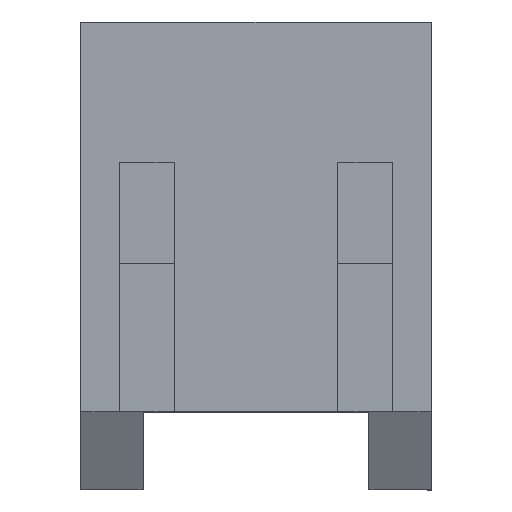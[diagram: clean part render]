
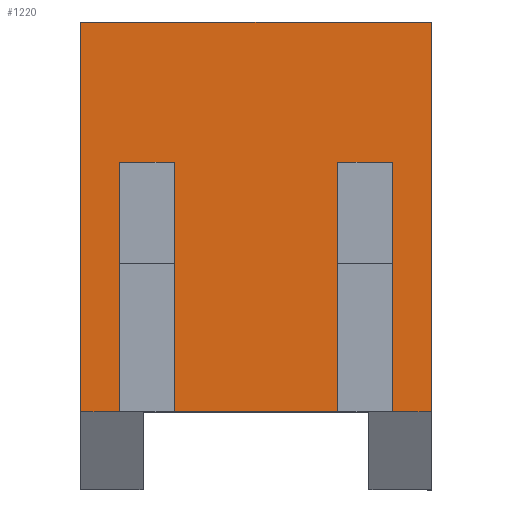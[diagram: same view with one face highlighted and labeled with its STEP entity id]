
A CAD part, top view. The second image highlights one B-rep face of the part: STEP entity #1220.
In plain terms, the highlighted planar face has unit normal (0, 0, 1).
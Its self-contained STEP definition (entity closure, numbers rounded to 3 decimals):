
#605=CARTESIAN_POINT('',(2.25,-0.4,3.7));
#606=VERTEX_POINT('',#605);
#613=CARTESIAN_POINT('',(1.75,-0.4,3.7));
#614=VERTEX_POINT('',#613);
#615=CARTESIAN_POINT('',(2.25,-0.4,3.7));
#616=DIRECTION('',(-1.0,0.0,0.0));
#617=VECTOR('',#616,0.5);
#618=LINE('',#615,#617);
#619=EDGE_CURVE('',#606,#614,#618,.T.);
#637=CARTESIAN_POINT('',(1.05,-0.4,3.7));
#638=VERTEX_POINT('',#637);
#645=CARTESIAN_POINT('',(-1.05,-0.4,3.7));
#646=VERTEX_POINT('',#645);
#647=CARTESIAN_POINT('',(1.05,-0.4,3.7));
#648=DIRECTION('',(-1.0,0.0,0.0));
#649=VECTOR('',#648,2.1);
#650=LINE('',#647,#649);
#651=EDGE_CURVE('',#638,#646,#650,.T.);
#669=CARTESIAN_POINT('',(-1.75,-0.4,3.7));
#670=VERTEX_POINT('',#669);
#677=CARTESIAN_POINT('',(-2.25,-0.4,3.7));
#678=VERTEX_POINT('',#677);
#679=CARTESIAN_POINT('',(-1.75,-0.4,3.7));
#680=DIRECTION('',(-1.0,0.0,0.0));
#681=VECTOR('',#680,0.5);
#682=LINE('',#679,#681);
#683=EDGE_CURVE('',#670,#678,#682,.T.);
#717=CARTESIAN_POINT('',(2.25,4.6,3.7));
#718=VERTEX_POINT('',#717);
#725=CARTESIAN_POINT('',(2.25,4.6,3.7));
#726=DIRECTION('',(0.0,-1.0,0.0));
#727=VECTOR('',#726,5.);
#728=LINE('',#725,#727);
#729=EDGE_CURVE('',#718,#606,#728,.T.);
#895=CARTESIAN_POINT('',(-2.25,4.6,3.7));
#896=VERTEX_POINT('',#895);
#897=CARTESIAN_POINT('',(-2.25,4.6,3.7));
#898=DIRECTION('',(0.0,-1.0,0.0));
#899=VECTOR('',#898,5.);
#900=LINE('',#897,#899);
#901=EDGE_CURVE('',#896,#678,#900,.T.);
#951=CARTESIAN_POINT('',(-1.75,2.8,3.7));
#952=VERTEX_POINT('',#951);
#959=CARTESIAN_POINT('',(-1.75,2.8,3.7));
#960=DIRECTION('',(0.0,-1.0,0.0));
#961=VECTOR('',#960,3.2);
#962=LINE('',#959,#961);
#963=EDGE_CURVE('',#952,#670,#962,.T.);
#1050=CARTESIAN_POINT('',(-1.05,2.8,3.7));
#1051=VERTEX_POINT('',#1050);
#1052=CARTESIAN_POINT('',(-1.05,-0.4,3.7));
#1053=DIRECTION('',(0.0,1.0,0.0));
#1054=VECTOR('',#1053,3.2);
#1055=LINE('',#1052,#1054);
#1056=EDGE_CURVE('',#646,#1051,#1055,.T.);
#1154=CARTESIAN_POINT('',(1.75,2.8,3.7));
#1155=VERTEX_POINT('',#1154);
#1156=CARTESIAN_POINT('',(1.75,-0.4,3.7));
#1157=DIRECTION('',(0.0,1.0,0.0));
#1158=VECTOR('',#1157,3.2);
#1159=LINE('',#1156,#1158);
#1160=EDGE_CURVE('',#614,#1155,#1159,.T.);
#1179=CARTESIAN_POINT('',(2.475,-0.65,3.7));
#1180=DIRECTION('',(0.0,0.0,-1.0));
#1181=DIRECTION('',(0.0,-1.0,0.0));
#1182=AXIS2_PLACEMENT_3D('',#1179,#1180,#1181);
#1183=PLANE('',#1182);
#1184=ORIENTED_EDGE('',*,*,#683,.F.);
#1185=ORIENTED_EDGE('',*,*,#963,.F.);
#1186=CARTESIAN_POINT('',(-1.05,2.8,3.7));
#1187=DIRECTION('',(-1.0,0.0,0.0));
#1188=VECTOR('',#1187,0.7);
#1189=LINE('',#1186,#1188);
#1190=EDGE_CURVE('',#1051,#952,#1189,.T.);
#1191=ORIENTED_EDGE('',*,*,#1190,.F.);
#1192=ORIENTED_EDGE('',*,*,#1056,.F.);
#1193=ORIENTED_EDGE('',*,*,#651,.F.);
#1194=CARTESIAN_POINT('',(1.05,2.8,3.7));
#1195=VERTEX_POINT('',#1194);
#1196=CARTESIAN_POINT('',(1.05,2.8,3.7));
#1197=DIRECTION('',(0.0,-1.0,0.0));
#1198=VECTOR('',#1197,3.2);
#1199=LINE('',#1196,#1198);
#1200=EDGE_CURVE('',#1195,#638,#1199,.T.);
#1201=ORIENTED_EDGE('',*,*,#1200,.F.);
#1202=CARTESIAN_POINT('',(1.75,2.8,3.7));
#1203=DIRECTION('',(-1.0,0.0,0.0));
#1204=VECTOR('',#1203,0.7);
#1205=LINE('',#1202,#1204);
#1206=EDGE_CURVE('',#1155,#1195,#1205,.T.);
#1207=ORIENTED_EDGE('',*,*,#1206,.F.);
#1208=ORIENTED_EDGE('',*,*,#1160,.F.);
#1209=ORIENTED_EDGE('',*,*,#619,.F.);
#1210=ORIENTED_EDGE('',*,*,#729,.F.);
#1211=CARTESIAN_POINT('',(2.25,4.6,3.7));
#1212=DIRECTION('',(-1.0,0.0,0.0));
#1213=VECTOR('',#1212,4.5);
#1214=LINE('',#1211,#1213);
#1215=EDGE_CURVE('',#718,#896,#1214,.T.);
#1216=ORIENTED_EDGE('',*,*,#1215,.T.);
#1217=ORIENTED_EDGE('',*,*,#901,.T.);
#1218=EDGE_LOOP('',(#1184,#1185,#1191,#1192,#1193,#1201,#1207,#1208,#1209,#1210,#1216,#1217));
#1219=FACE_OUTER_BOUND('',#1218,.T.);
#1220=ADVANCED_FACE('',(#1219),#1183,.F.);
